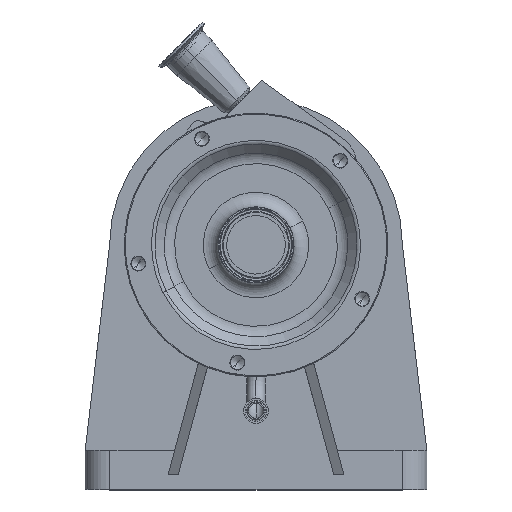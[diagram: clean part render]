
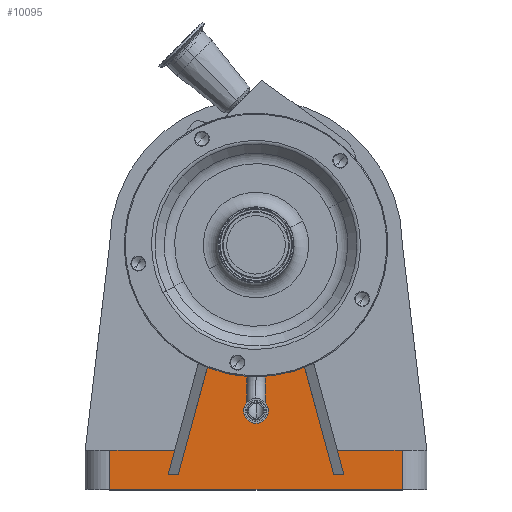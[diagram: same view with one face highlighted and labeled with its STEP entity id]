
A CAD part, top view. The second image highlights one B-rep face of the part: STEP entity #10095.
In plain terms, the highlighted planar face has unit normal (0, 0, 1).
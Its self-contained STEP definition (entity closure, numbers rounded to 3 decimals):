
#309 = EDGE_CURVE ( 'NONE', #10148, #1367, #6427, .T. ) ;
#443 = VECTOR ( 'NONE', #10403, 1000. ) ;
#447 = EDGE_CURVE ( 'NONE', #7668, #5975, #4608, .T. ) ;
#498 = CARTESIAN_POINT ( 'NONE',  ( -149.6, -210., 120. ) ) ;
#672 = CARTESIAN_POINT ( 'NONE',  ( 149.6, -250., 120. ) ) ;
#721 = CARTESIAN_POINT ( 'NONE',  ( -79.637, -235., 120. ) ) ;
#776 = VECTOR ( 'NONE', #5673, 1000. ) ;
#825 = VERTEX_POINT ( 'NONE', #1172 ) ;
#1172 = CARTESIAN_POINT ( 'NONE',  ( 149.6, -210., 120. ) ) ;
#1213 = DIRECTION ( 'NONE',  ( 0., -1., 0. ) ) ;
#1367 = VERTEX_POINT ( 'NONE', #5171 ) ;
#1403 = EDGE_CURVE ( 'NONE', #825, #1367, #5970, .T. ) ;
#1417 = LINE ( 'NONE', #7061, #5261 ) ;
#1590 = EDGE_CURVE ( 'NONE', #2988, #5975, #4146, .T. ) ;
#1703 = ORIENTED_EDGE ( 'NONE', *, *, #447, .F. ) ;
#1910 = EDGE_CURVE ( 'NONE', #7668, #6468, #7801, .T. ) ;
#1945 = DIRECTION ( 'NONE',  ( 0., -1., 0. ) ) ;
#1971 = EDGE_CURVE ( 'NONE', #7181, #825, #8698, .T. ) ;
#2090 = VECTOR ( 'NONE', #7167, 1000. ) ;
#2134 = AXIS2_PLACEMENT_3D ( 'NONE', #9440, #5429, #8649 ) ;
#2319 = CARTESIAN_POINT ( 'NONE',  ( 149.6, -210., 120. ) ) ;
#2480 = ORIENTED_EDGE ( 'NONE', *, *, #7744, .T. ) ;
#2652 = EDGE_LOOP ( 'NONE', ( #5057, #1703, #7526, #7110, #2480, #7620, #9063, #6636, #9103, #5461, #9245, #5210 ) ) ;
#2895 = CARTESIAN_POINT ( 'NONE',  ( -90., -235., 120. ) ) ;
#2956 = VECTOR ( 'NONE', #1213, 1000. ) ;
#2988 = VERTEX_POINT ( 'NONE', #6317 ) ;
#3016 = EDGE_CURVE ( 'NONE', #8787, #3262, #1417, .T. ) ;
#3133 = VECTOR ( 'NONE', #10393, 1000. ) ;
#3227 = LINE ( 'NONE', #6478, #2090 ) ;
#3258 = VERTEX_POINT ( 'NONE', #5953 ) ;
#3262 = VERTEX_POINT ( 'NONE', #5156 ) ;
#3395 = CARTESIAN_POINT ( 'NONE',  ( -40.6, -91.387, 120. ) ) ;
#3660 = EDGE_CURVE ( 'NONE', #7181, #3262, #10495, .T. ) ;
#3689 = DIRECTION ( 'NONE',  ( -1., 0., 0. ) ) ;
#3745 = CARTESIAN_POINT ( 'NONE',  ( 83.204, -210., 120. ) ) ;
#3851 = EDGE_CURVE ( 'NONE', #3258, #2988, #9791, .T. ) ;
#4146 = LINE ( 'NONE', #3395, #5524 ) ;
#4321 = CARTESIAN_POINT ( 'NONE',  ( -83.204, -210., 120. ) ) ;
#4349 = CARTESIAN_POINT ( 'NONE',  ( -90., -235., 120. ) ) ;
#4608 = LINE ( 'NONE', #2895, #5580 ) ;
#4676 = VECTOR ( 'NONE', #8748, 1000. ) ;
#5005 = DIRECTION ( 'NONE',  ( -0.262, -0.965, 0. ) ) ;
#5057 = ORIENTED_EDGE ( 'NONE', *, *, #1590, .T. ) ;
#5156 = CARTESIAN_POINT ( 'NONE',  ( 90., -235., 120. ) ) ;
#5171 = CARTESIAN_POINT ( 'NONE',  ( 149.6, -250., 120. ) ) ;
#5210 = ORIENTED_EDGE ( 'NONE', *, *, #3851, .T. ) ;
#5217 = CARTESIAN_POINT ( 'NONE',  ( 149.6, -210., 120. ) ) ;
#5261 = VECTOR ( 'NONE', #8650, 1000. ) ;
#5426 = CARTESIAN_POINT ( 'NONE',  ( -67.186, -151.072, 120. ) ) ;
#5429 = DIRECTION ( 'NONE',  ( 0., 0., -1. ) ) ;
#5461 = ORIENTED_EDGE ( 'NONE', *, *, #3016, .F. ) ;
#5524 = VECTOR ( 'NONE', #5005, 1000. ) ;
#5526 = VERTEX_POINT ( 'NONE', #8667 ) ;
#5580 = VECTOR ( 'NONE', #7833, 1000. ) ;
#5673 = DIRECTION ( 'NONE',  ( 0.262, -0.965, 0. ) ) ;
#5855 = CARTESIAN_POINT ( 'NONE',  ( 79.637, -235., 120. ) ) ;
#5953 = CARTESIAN_POINT ( 'NONE',  ( 40.6, -91.387, 120. ) ) ;
#5970 = LINE ( 'NONE', #5217, #2956 ) ;
#5975 = VERTEX_POINT ( 'NONE', #721 ) ;
#6102 = LINE ( 'NONE', #498, #6945 ) ;
#6214 = PLANE ( 'NONE',  #2134 ) ;
#6239 = DIRECTION ( 'NONE',  ( 0., 0., -1. ) ) ;
#6317 = CARTESIAN_POINT ( 'NONE',  ( -40.6, -91.387, 120. ) ) ;
#6427 = LINE ( 'NONE', #672, #443 ) ;
#6453 = EDGE_CURVE ( 'NONE', #8787, #3258, #9150, .T. ) ;
#6468 = VERTEX_POINT ( 'NONE', #4321 ) ;
#6478 = CARTESIAN_POINT ( 'NONE',  ( 149.6, -210., 120. ) ) ;
#6636 = ORIENTED_EDGE ( 'NONE', *, *, #1971, .F. ) ;
#6945 = VECTOR ( 'NONE', #1945, 1000. ) ;
#7012 = FACE_OUTER_BOUND ( 'NONE', #2652, .T. ) ;
#7061 = CARTESIAN_POINT ( 'NONE',  ( 0., -235., 120. ) ) ;
#7110 = ORIENTED_EDGE ( 'NONE', *, *, #7539, .F. ) ;
#7167 = DIRECTION ( 'NONE',  ( 1., 0., 0. ) ) ;
#7181 = VERTEX_POINT ( 'NONE', #3745 ) ;
#7526 = ORIENTED_EDGE ( 'NONE', *, *, #1910, .T. ) ;
#7539 = EDGE_CURVE ( 'NONE', #5526, #6468, #3227, .T. ) ;
#7620 = ORIENTED_EDGE ( 'NONE', *, *, #309, .T. ) ;
#7668 = VERTEX_POINT ( 'NONE', #4349 ) ;
#7744 = EDGE_CURVE ( 'NONE', #5526, #10148, #6102, .T. ) ;
#7801 = LINE ( 'NONE', #5426, #3133 ) ;
#7833 = DIRECTION ( 'NONE',  ( 1., 0., 0. ) ) ;
#8352 = DIRECTION ( 'NONE',  ( -0.262, 0.965, 0. ) ) ;
#8450 = VECTOR ( 'NONE', #8352, 1000. ) ;
#8649 = DIRECTION ( 'NONE',  ( -1., 0., 0. ) ) ;
#8650 = DIRECTION ( 'NONE',  ( 1., 0., 0. ) ) ;
#8667 = CARTESIAN_POINT ( 'NONE',  ( -149.6, -210., 120. ) ) ;
#8698 = LINE ( 'NONE', #2319, #4676 ) ;
#8748 = DIRECTION ( 'NONE',  ( 1., 0., 0. ) ) ;
#8778 = AXIS2_PLACEMENT_3D ( 'NONE', #10267, #6239, #3689 ) ;
#8787 = VERTEX_POINT ( 'NONE', #5855 ) ;
#9063 = ORIENTED_EDGE ( 'NONE', *, *, #1403, .F. ) ;
#9103 = ORIENTED_EDGE ( 'NONE', *, *, #3660, .T. ) ;
#9150 = LINE ( 'NONE', #9994, #8450 ) ;
#9245 = ORIENTED_EDGE ( 'NONE', *, *, #6453, .T. ) ;
#9440 = CARTESIAN_POINT ( 'NONE',  ( 149.6, -210., 120. ) ) ;
#9689 = CARTESIAN_POINT ( 'NONE',  ( 87.773, -226.806, 120. ) ) ;
#9791 = CIRCLE ( 'NONE', #8778, 100. ) ;
#9994 = CARTESIAN_POINT ( 'NONE',  ( 80.35, -237.623, 120. ) ) ;
#10095 = ADVANCED_FACE ( 'NONE', ( #7012 ), #6214, .F. ) ;
#10148 = VERTEX_POINT ( 'NONE', #10499 ) ;
#10267 = CARTESIAN_POINT ( 'NONE',  ( 0., 0., 120. ) ) ;
#10393 = DIRECTION ( 'NONE',  ( 0.262, 0.965, 0. ) ) ;
#10403 = DIRECTION ( 'NONE',  ( 1., 0., 0. ) ) ;
#10495 = LINE ( 'NONE', #9689, #776 ) ;
#10499 = CARTESIAN_POINT ( 'NONE',  ( -149.6, -250., 120. ) ) ;
